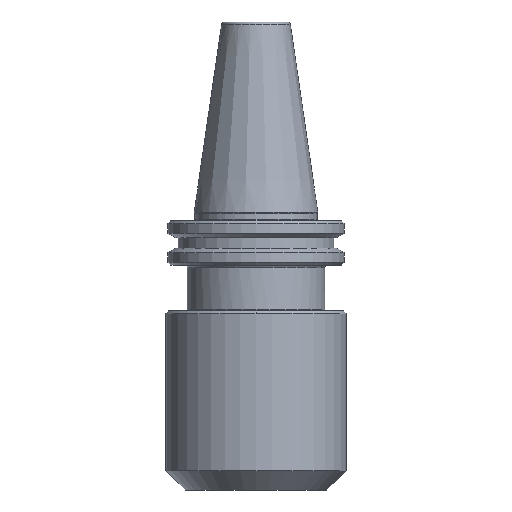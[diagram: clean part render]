
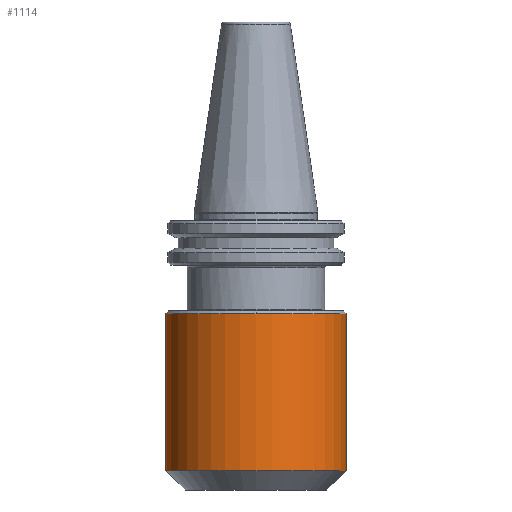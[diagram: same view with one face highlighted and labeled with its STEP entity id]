
A CAD part, front view. The second image highlights one B-rep face of the part: STEP entity #1114.
In plain terms, the highlighted cylindrical face has radius 32.5 mm (diameter 65 mm), a partial arc.
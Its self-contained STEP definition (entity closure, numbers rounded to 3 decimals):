
#41 = CARTESIAN_POINT ( 'NONE',  ( -32.5, 0., -36.5 ) ) ;
#64 = EDGE_CURVE ( 'NONE', #470, #1382, #1118, .T. ) ;
#103 = EDGE_CURVE ( 'NONE', #1382, #1867, #1883, .T. ) ;
#119 = DIRECTION ( 'NONE',  ( 0., 0., 1. ) ) ;
#175 = DIRECTION ( 'NONE',  ( 1., 0., 0. ) ) ;
#315 = CARTESIAN_POINT ( 'NONE',  ( 0., 0., -36.5 ) ) ;
#460 = CARTESIAN_POINT ( 'NONE',  ( 0., 0., 82.957 ) ) ;
#462 = CARTESIAN_POINT ( 'NONE',  ( 0., -32.5, -36.5 ) ) ;
#470 = VERTEX_POINT ( 'NONE', #574 ) ;
#537 = VERTEX_POINT ( 'NONE', #462 ) ;
#554 = CARTESIAN_POINT ( 'NONE',  ( 32.5, 0., -93. ) ) ;
#574 = CARTESIAN_POINT ( 'NONE',  ( -32.5, 0., -93. ) ) ;
#575 = CIRCLE ( 'NONE', #1579, 32.5 ) ;
#618 = DIRECTION ( 'NONE',  ( 0., 0., 1. ) ) ;
#638 = CYLINDRICAL_SURFACE ( 'NONE', #835, 32.5 ) ;
#697 = ORIENTED_EDGE ( 'NONE', *, *, #103, .T. ) ;
#765 = AXIS2_PLACEMENT_3D ( 'NONE', #315, #1299, #175 ) ;
#819 = VERTEX_POINT ( 'NONE', #41 ) ;
#835 = AXIS2_PLACEMENT_3D ( 'NONE', #460, #618, #1470 ) ;
#935 = ORIENTED_EDGE ( 'NONE', *, *, #64, .T. ) ;
#1036 = EDGE_CURVE ( 'NONE', #1867, #537, #1191, .T. ) ;
#1114 = ADVANCED_FACE ( 'NONE', ( #1552 ), #638, .T. ) ;
#1118 = CIRCLE ( 'NONE', #1294, 32.5 ) ;
#1167 = ORIENTED_EDGE ( 'NONE', *, *, #1036, .T. ) ;
#1191 = CIRCLE ( 'NONE', #765, 32.5 ) ;
#1199 = VECTOR ( 'NONE', #119, 1000. ) ;
#1241 = DIRECTION ( 'NONE',  ( 1., 0., 0. ) ) ;
#1294 = AXIS2_PLACEMENT_3D ( 'NONE', #1649, #1647, #1643 ) ;
#1298 = EDGE_LOOP ( 'NONE', ( #1658, #935, #697, #1167, #1472 ) ) ;
#1299 = DIRECTION ( 'NONE',  ( 0., 0., -1. ) ) ;
#1336 = DIRECTION ( 'NONE',  ( 0., 0., -1. ) ) ;
#1370 = EDGE_CURVE ( 'NONE', #470, #819, #1447, .T. ) ;
#1382 = VERTEX_POINT ( 'NONE', #554 ) ;
#1418 = CARTESIAN_POINT ( 'NONE',  ( 0., 0., -36.5 ) ) ;
#1447 = LINE ( 'NONE', #1963, #1199 ) ;
#1451 = EDGE_CURVE ( 'NONE', #537, #819, #575, .T. ) ;
#1470 = DIRECTION ( 'NONE',  ( 1., 0., 0. ) ) ;
#1472 = ORIENTED_EDGE ( 'NONE', *, *, #1451, .T. ) ;
#1552 = FACE_OUTER_BOUND ( 'NONE', #1298, .T. ) ;
#1579 = AXIS2_PLACEMENT_3D ( 'NONE', #1418, #1336, #1241 ) ;
#1583 = VECTOR ( 'NONE', #1655, 1000. ) ;
#1643 = DIRECTION ( 'NONE',  ( 1., 0., 0. ) ) ;
#1645 = CARTESIAN_POINT ( 'NONE',  ( 32.5, 0., -36.5 ) ) ;
#1647 = DIRECTION ( 'NONE',  ( 0., 0., 1. ) ) ;
#1649 = CARTESIAN_POINT ( 'NONE',  ( 0., 0., -93. ) ) ;
#1655 = DIRECTION ( 'NONE',  ( 0., 0., 1. ) ) ;
#1658 = ORIENTED_EDGE ( 'NONE', *, *, #1370, .F. ) ;
#1685 = CARTESIAN_POINT ( 'NONE',  ( 32.5, 0., 82.957 ) ) ;
#1867 = VERTEX_POINT ( 'NONE', #1645 ) ;
#1883 = LINE ( 'NONE', #1685, #1583 ) ;
#1963 = CARTESIAN_POINT ( 'NONE',  ( -32.5, 0., 82.957 ) ) ;
